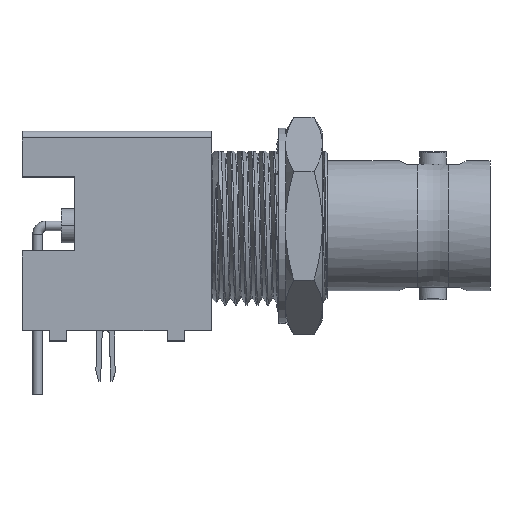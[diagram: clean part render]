
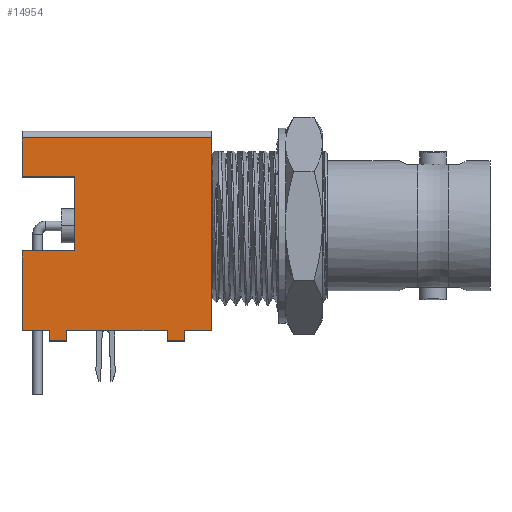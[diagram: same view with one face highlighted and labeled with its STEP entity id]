
A CAD part, top view. The second image highlights one B-rep face of the part: STEP entity #14954.
In plain terms, the highlighted planar face has unit normal (0, 0, 1).
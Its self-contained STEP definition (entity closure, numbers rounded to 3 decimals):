
#4804=DIRECTION('',(0.,-1.,0.));
#4805=VECTOR('',#4804,14.326);
#4806=CARTESIAN_POINT('',(14.097,14.117,7.201));
#4807=LINE('',#4806,#4805);
#4913=DIRECTION('',(-1.,0.,0.));
#4914=VECTOR('',#4913,2.032);
#4915=CARTESIAN_POINT('',(2.032,-0.208,7.201));
#4916=LINE('',#4915,#4914);
#4929=DIRECTION('',(-1.,0.,0.));
#4930=VECTOR('',#4929,7.493);
#4931=CARTESIAN_POINT('',(10.795,-0.208,7.201));
#4932=LINE('',#4931,#4930);
#4945=DIRECTION('',(-1.,0.,0.));
#4946=VECTOR('',#4945,2.032);
#4947=CARTESIAN_POINT('',(14.097,-0.208,7.201));
#4948=LINE('',#4947,#4946);
#5041=DIRECTION('',(0.,-1.,0.));
#5042=VECTOR('',#5041,5.508);
#5043=CARTESIAN_POINT('',(3.937,11.223,7.201));
#5044=LINE('',#5043,#5042);
#5045=DIRECTION('',(1.,0.,0.));
#5046=VECTOR('',#5045,3.937);
#5047=CARTESIAN_POINT('',(0.,11.223,7.201));
#5048=LINE('',#5047,#5046);
#5049=DIRECTION('',(0.,1.,0.));
#5050=VECTOR('',#5049,0.762);
#5051=CARTESIAN_POINT('',(12.065,-0.97,7.201));
#5052=LINE('',#5051,#5050);
#5053=DIRECTION('',(1.,0.,0.));
#5054=VECTOR('',#5053,1.27);
#5055=CARTESIAN_POINT('',(10.795,-0.97,7.201));
#5056=LINE('',#5055,#5054);
#5057=DIRECTION('',(0.,-1.,0.));
#5058=VECTOR('',#5057,0.762);
#5059=CARTESIAN_POINT('',(10.795,-0.208,7.201));
#5060=LINE('',#5059,#5058);
#5061=DIRECTION('',(0.,1.,0.));
#5062=VECTOR('',#5061,0.762);
#5063=CARTESIAN_POINT('',(3.302,-0.97,7.201));
#5064=LINE('',#5063,#5062);
#5065=DIRECTION('',(1.,0.,0.));
#5066=VECTOR('',#5065,1.27);
#5067=CARTESIAN_POINT('',(2.032,-0.97,7.201));
#5068=LINE('',#5067,#5066);
#5069=DIRECTION('',(-1.,0.,0.));
#5070=VECTOR('',#5069,3.937);
#5071=CARTESIAN_POINT('',(3.937,5.715,7.201));
#5072=LINE('',#5071,#5070);
#5145=DIRECTION('',(0.,1.,0.));
#5146=VECTOR('',#5145,2.894);
#5147=CARTESIAN_POINT('',(0.,11.223,7.201));
#5148=LINE('',#5147,#5146);
#5182=DIRECTION('',(1.,0.,0.));
#5183=VECTOR('',#5182,14.097);
#5184=CARTESIAN_POINT('',(0.,14.117,7.201));
#5185=LINE('',#5184,#5183);
#5385=DIRECTION('',(0.,1.,0.));
#5386=VECTOR('',#5385,5.923);
#5387=CARTESIAN_POINT('',(0.,-0.208,7.201));
#5388=LINE('',#5387,#5386);
#5430=DIRECTION('',(0.,1.,0.));
#5431=VECTOR('',#5430,0.762);
#5432=CARTESIAN_POINT('',(2.032,-0.97,7.201));
#5433=LINE('',#5432,#5431);
#9368=CARTESIAN_POINT('',(0.,-0.208,7.201));
#9370=VERTEX_POINT('',#9368);
#9387=CARTESIAN_POINT('',(0.,5.715,7.201));
#9388=VERTEX_POINT('',#9387);
#9399=CARTESIAN_POINT('',(0.,14.117,7.201));
#9400=VERTEX_POINT('',#9399);
#9417=CARTESIAN_POINT('',(2.032,-0.208,7.201));
#9418=VERTEX_POINT('',#9417);
#9431=CARTESIAN_POINT('',(0.,11.223,7.201));
#9432=VERTEX_POINT('',#9431);
#9441=CARTESIAN_POINT('',(3.937,5.715,7.201));
#9442=VERTEX_POINT('',#9441);
#9447=CARTESIAN_POINT('',(14.097,14.117,7.201));
#9448=VERTEX_POINT('',#9447);
#9451=CARTESIAN_POINT('',(14.097,-0.208,7.201));
#9452=VERTEX_POINT('',#9451);
#9461=CARTESIAN_POINT('',(2.032,-0.97,7.201));
#9462=VERTEX_POINT('',#9461);
#9463=CARTESIAN_POINT('',(3.937,11.223,7.201));
#9464=VERTEX_POINT('',#9463);
#9481=CARTESIAN_POINT('',(3.302,-0.97,7.201));
#9482=VERTEX_POINT('',#9481);
#9485=CARTESIAN_POINT('',(3.302,-0.208,7.201));
#9486=VERTEX_POINT('',#9485);
#9501=CARTESIAN_POINT('',(12.065,-0.208,7.201));
#9502=VERTEX_POINT('',#9501);
#9515=CARTESIAN_POINT('',(10.795,-0.208,7.201));
#9516=VERTEX_POINT('',#9515);
#9545=CARTESIAN_POINT('',(12.065,-0.97,7.201));
#9546=VERTEX_POINT('',#9545);
#9551=CARTESIAN_POINT('',(10.795,-0.97,7.201));
#9552=VERTEX_POINT('',#9551);
#14919=CARTESIAN_POINT('',(0.,14.625,7.201));
#14920=DIRECTION('',(0.,0.,1.));
#14921=DIRECTION('',(0.,-1.,0.));
#14922=AXIS2_PLACEMENT_3D('',#14919,#14920,#14921);
#14923=PLANE('',#14922);
#14925=ORIENTED_EDGE('',*,*,#14924,.F.);
#14927=ORIENTED_EDGE('',*,*,#14926,.F.);
#14929=ORIENTED_EDGE('',*,*,#14928,.T.);
#14931=ORIENTED_EDGE('',*,*,#14930,.T.);
#14932=ORIENTED_EDGE('',*,*,#14684,.T.);
#14933=ORIENTED_EDGE('',*,*,#14863,.T.);
#14935=ORIENTED_EDGE('',*,*,#14934,.F.);
#14937=ORIENTED_EDGE('',*,*,#14936,.F.);
#14939=ORIENTED_EDGE('',*,*,#14938,.F.);
#14940=ORIENTED_EDGE('',*,*,#14855,.T.);
#14942=ORIENTED_EDGE('',*,*,#14941,.F.);
#14944=ORIENTED_EDGE('',*,*,#14943,.F.);
#14946=ORIENTED_EDGE('',*,*,#14945,.T.);
#14947=ORIENTED_EDGE('',*,*,#14847,.T.);
#14949=ORIENTED_EDGE('',*,*,#14948,.T.);
#14951=ORIENTED_EDGE('',*,*,#14950,.F.);
#14952=EDGE_LOOP('',(#14925,#14927,#14929,#14931,#14932,#14933,#14935,#14937,
#14939,#14940,#14942,#14944,#14946,#14947,#14949,#14951));
#14953=FACE_OUTER_BOUND('',#14952,.F.);
#14954=ADVANCED_FACE('',(#14953),#14923,.T.);
#14684=EDGE_CURVE('',#9448,#9452,#4807,.T.);
#14847=EDGE_CURVE('',#9418,#9370,#4916,.T.);
#14855=EDGE_CURVE('',#9516,#9486,#4932,.T.);
#14863=EDGE_CURVE('',#9452,#9502,#4948,.T.);
#14924=EDGE_CURVE('',#9464,#9442,#5044,.T.);
#14926=EDGE_CURVE('',#9432,#9464,#5048,.T.);
#14928=EDGE_CURVE('',#9432,#9400,#5148,.T.);
#14930=EDGE_CURVE('',#9400,#9448,#5185,.T.);
#14934=EDGE_CURVE('',#9546,#9502,#5052,.T.);
#14936=EDGE_CURVE('',#9552,#9546,#5056,.T.);
#14938=EDGE_CURVE('',#9516,#9552,#5060,.T.);
#14941=EDGE_CURVE('',#9482,#9486,#5064,.T.);
#14943=EDGE_CURVE('',#9462,#9482,#5068,.T.);
#14945=EDGE_CURVE('',#9462,#9418,#5433,.T.);
#14948=EDGE_CURVE('',#9370,#9388,#5388,.T.);
#14950=EDGE_CURVE('',#9442,#9388,#5072,.T.);
